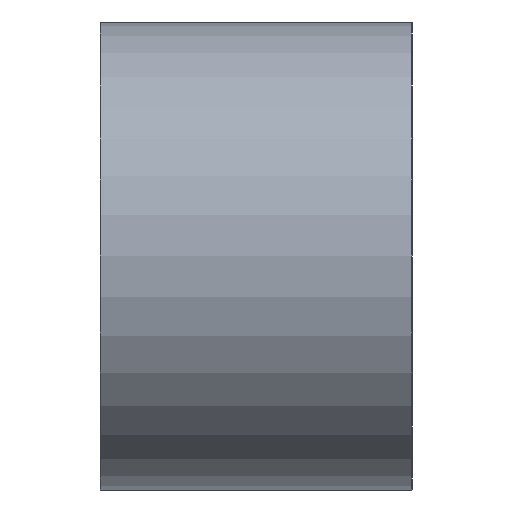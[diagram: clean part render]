
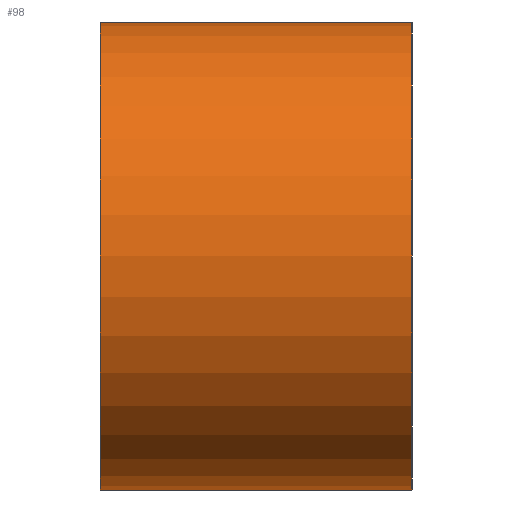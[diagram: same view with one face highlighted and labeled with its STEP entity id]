
A CAD part, left-side view. The second image highlights one B-rep face of the part: STEP entity #98.
In plain terms, the highlighted cylindrical face has radius 3 mm (diameter 6 mm), a partial arc.
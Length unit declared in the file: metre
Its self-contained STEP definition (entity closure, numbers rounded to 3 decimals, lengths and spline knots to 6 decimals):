
#3 = VERTEX_POINT ( 'NONE', #127 ) ;
#16 = ORIENTED_EDGE ( 'NONE', *, *, #66, .T. ) ;
#23 = CYLINDRICAL_SURFACE ( 'NONE', #180, 0.003 ) ;
#46 = CIRCLE ( 'NONE', #378, 0.003 ) ;
#62 = DIRECTION ( 'NONE',  ( 0., 0., 1. ) ) ;
#64 = CARTESIAN_POINT ( 'NONE',  ( 0.003, -0.0005, -0.001841 ) ) ;
#66 = EDGE_CURVE ( 'NONE', #97, #460, #343, .T. ) ;
#68 = DIRECTION ( 'NONE',  ( 0., 1., 0. ) ) ;
#97 = VERTEX_POINT ( 'NONE', #267 ) ;
#98 = ADVANCED_FACE ( 'NONE', ( #437 ), #23, .T. ) ;
#101 = VECTOR ( 'NONE', #68, 1. ) ;
#124 = EDGE_CURVE ( 'NONE', #97, #432, #181, .T. ) ;
#127 = CARTESIAN_POINT ( 'NONE',  ( 0.003, 0.0035, 0.001159 ) ) ;
#145 = CARTESIAN_POINT ( 'NONE',  ( 0.003, -0.0005, -0.004841 ) ) ;
#180 = AXIS2_PLACEMENT_3D ( 'NONE', #183, #431, #428 ) ;
#181 = LINE ( 'NONE', #145, #309 ) ;
#183 = CARTESIAN_POINT ( 'NONE',  ( 0.003, -0.0005, -0.001841 ) ) ;
#189 = EDGE_CURVE ( 'NONE', #432, #3, #46, .T. ) ;
#196 = ORIENTED_EDGE ( 'NONE', *, *, #189, .F. ) ;
#267 = CARTESIAN_POINT ( 'NONE',  ( 0.003, -0.0005, -0.004841 ) ) ;
#269 = DIRECTION ( 'NONE',  ( 0., 1., 0. ) ) ;
#301 = ORIENTED_EDGE ( 'NONE', *, *, #124, .F. ) ;
#309 = VECTOR ( 'NONE', #310, 1. ) ;
#310 = DIRECTION ( 'NONE',  ( 0., 1., 0. ) ) ;
#313 = CARTESIAN_POINT ( 'NONE',  ( 0.003, 0.0035, -0.001841 ) ) ;
#315 = CARTESIAN_POINT ( 'NONE',  ( 0.003, -0.0005, 0.001159 ) ) ;
#343 = CIRCLE ( 'NONE', #415, 0.003 ) ;
#355 = CARTESIAN_POINT ( 'NONE',  ( 0.003, -0.0005, 0.001159 ) ) ;
#378 = AXIS2_PLACEMENT_3D ( 'NONE', #313, #426, #62 ) ;
#403 = EDGE_LOOP ( 'NONE', ( #301, #16, #462, #196 ) ) ;
#415 = AXIS2_PLACEMENT_3D ( 'NONE', #64, #269, #467 ) ;
#426 = DIRECTION ( 'NONE',  ( 0., 1., 0. ) ) ;
#428 = DIRECTION ( 'NONE',  ( 0., 0., 1. ) ) ;
#431 = DIRECTION ( 'NONE',  ( 0., 1., 0. ) ) ;
#432 = VERTEX_POINT ( 'NONE', #468 ) ;
#436 = EDGE_CURVE ( 'NONE', #460, #3, #472, .T. ) ;
#437 = FACE_OUTER_BOUND ( 'NONE', #403, .T. ) ;
#460 = VERTEX_POINT ( 'NONE', #315 ) ;
#462 = ORIENTED_EDGE ( 'NONE', *, *, #436, .T. ) ;
#467 = DIRECTION ( 'NONE',  ( 0., 0., 1. ) ) ;
#468 = CARTESIAN_POINT ( 'NONE',  ( 0.003, 0.0035, -0.004841 ) ) ;
#472 = LINE ( 'NONE', #355, #101 ) ;
